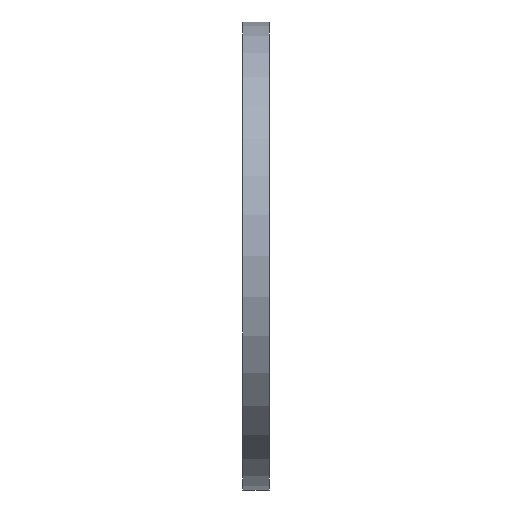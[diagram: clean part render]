
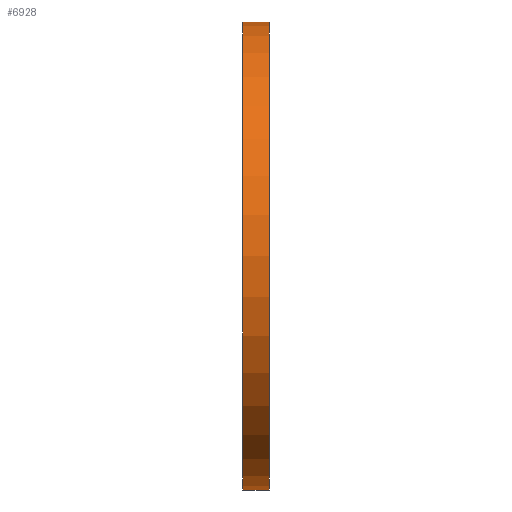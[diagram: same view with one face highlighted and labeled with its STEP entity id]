
A CAD part, left-side view. The second image highlights one B-rep face of the part: STEP entity #6928.
In plain terms, the highlighted cylindrical face has radius 35 mm (diameter 70 mm), a partial arc.
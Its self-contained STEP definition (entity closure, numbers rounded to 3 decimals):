
#90 = CARTESIAN_POINT ( 'NONE',  ( 0., 4., 35. ) ) ;
#250 = AXIS2_PLACEMENT_3D ( 'NONE', #571, #517, #4335 ) ;
#517 = DIRECTION ( 'NONE',  ( 0., 1., 0. ) ) ;
#571 = CARTESIAN_POINT ( 'NONE',  ( 0., 0., 0. ) ) ;
#669 = VERTEX_POINT ( 'NONE', #9301 ) ;
#1091 = DIRECTION ( 'NONE',  ( 0., 0., 1. ) ) ;
#1873 = CARTESIAN_POINT ( 'NONE',  ( 0., 4., -35. ) ) ;
#3172 = VERTEX_POINT ( 'NONE', #12434 ) ;
#3306 = ORIENTED_EDGE ( 'NONE', *, *, #6463, .T. ) ;
#4335 = DIRECTION ( 'NONE',  ( 0., 0., 1. ) ) ;
#4810 = CIRCLE ( 'NONE', #250, 35. ) ;
#5885 = CARTESIAN_POINT ( 'NONE',  ( 0., 4., 35. ) ) ;
#6401 = DIRECTION ( 'NONE',  ( 0., -1., 0. ) ) ;
#6463 = EDGE_CURVE ( 'NONE', #3172, #6764, #9511, .T. ) ;
#6539 = CARTESIAN_POINT ( 'NONE',  ( 0., 0., -35. ) ) ;
#6649 = DIRECTION ( 'NONE',  ( 0., -1., 0. ) ) ;
#6764 = VERTEX_POINT ( 'NONE', #6539 ) ;
#6808 = LINE ( 'NONE', #5885, #14488 ) ;
#6928 = ADVANCED_FACE ( 'NONE', ( #11698 ), #9721, .T. ) ;
#7001 = ORIENTED_EDGE ( 'NONE', *, *, #8242, .F. ) ;
#7524 = DIRECTION ( 'NONE',  ( 0., 1., 0. ) ) ;
#8242 = EDGE_CURVE ( 'NONE', #3172, #14961, #12509, .T. ) ;
#8724 = CARTESIAN_POINT ( 'NONE',  ( 0., 4., 0. ) ) ;
#9232 = AXIS2_PLACEMENT_3D ( 'NONE', #13069, #6649, #14786 ) ;
#9301 = CARTESIAN_POINT ( 'NONE',  ( 0., 0., 35. ) ) ;
#9511 = LINE ( 'NONE', #1873, #9928 ) ;
#9588 = EDGE_LOOP ( 'NONE', ( #11256, #7001, #3306, #11974 ) ) ;
#9721 = CYLINDRICAL_SURFACE ( 'NONE', #9232, 35. ) ;
#9928 = VECTOR ( 'NONE', #6401, 1000. ) ;
#10754 = AXIS2_PLACEMENT_3D ( 'NONE', #8724, #7524, #1091 ) ;
#11150 = EDGE_CURVE ( 'NONE', #6764, #669, #4810, .T. ) ;
#11202 = EDGE_CURVE ( 'NONE', #14961, #669, #6808, .T. ) ;
#11256 = ORIENTED_EDGE ( 'NONE', *, *, #11202, .F. ) ;
#11698 = FACE_OUTER_BOUND ( 'NONE', #9588, .T. ) ;
#11974 = ORIENTED_EDGE ( 'NONE', *, *, #11150, .T. ) ;
#12434 = CARTESIAN_POINT ( 'NONE',  ( 0., 4., -35. ) ) ;
#12509 = CIRCLE ( 'NONE', #10754, 35. ) ;
#13069 = CARTESIAN_POINT ( 'NONE',  ( 0., 4., 0. ) ) ;
#14488 = VECTOR ( 'NONE', #14968, 1000. ) ;
#14786 = DIRECTION ( 'NONE',  ( 0., 0., -1. ) ) ;
#14961 = VERTEX_POINT ( 'NONE', #90 ) ;
#14968 = DIRECTION ( 'NONE',  ( 0., -1., 0. ) ) ;
